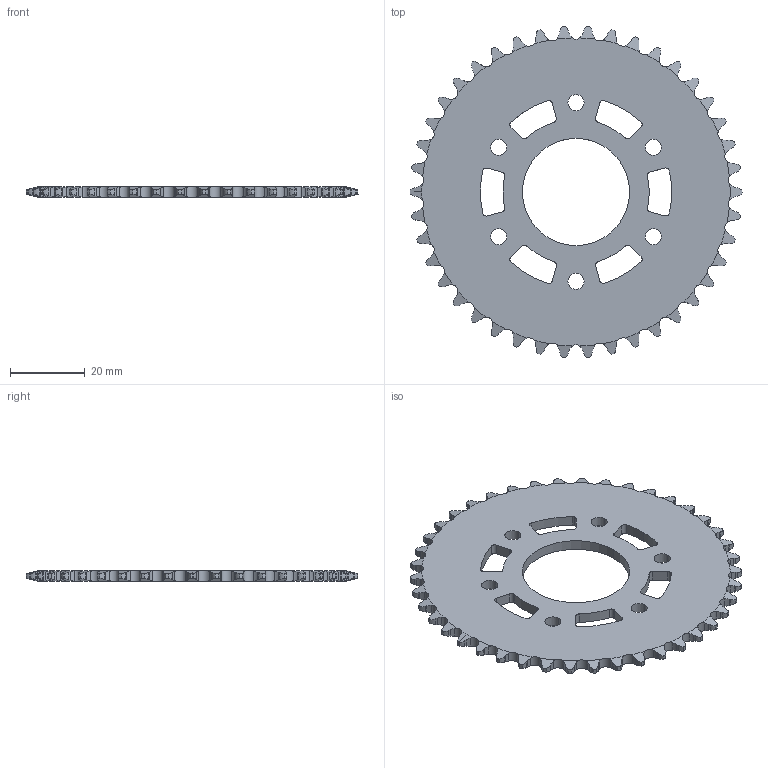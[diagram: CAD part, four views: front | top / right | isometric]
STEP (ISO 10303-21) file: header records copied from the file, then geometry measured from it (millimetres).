
FILE_DESCRIPTION (( 'STEP AP203' ), '1' );
FILE_NAME ('217-2636.20121204.STEP', '2012-12-04T23:50:32', ( 'svradm' ), ( 'Microsoft' ), 'SwSTEP 2.0', 'SolidWorks 2012', '' );
FILE_SCHEMA (( 'CONFIG_CONTROL_DESIGN' ));
Length unit declared in the file: inch
Products named in the file (1): 217-2636.20121204
Bounding box: 88.54 x 88.35 x 2.79 mm (x, y, z)
Volume: 12248.1 mm3; surface area: 10901.9 mm2
Topology: 1 solids, 1 shells, 517 faces, 1544 edges, 1029 vertices
Faces by surface type: cylinder 333, plane 98, cone 86
Entity records: 18558 total; most frequent: CARTESIAN_POINT 5519, ORIENTED_EDGE 3088, DIRECTION 2269, EDGE_CURVE 1544, VERTEX_POINT 1029, AXIS2_PLACEMENT_3D 907, B_SPLINE_CURVE_WITH_KNOTS 700, EDGE_LOOP 543
